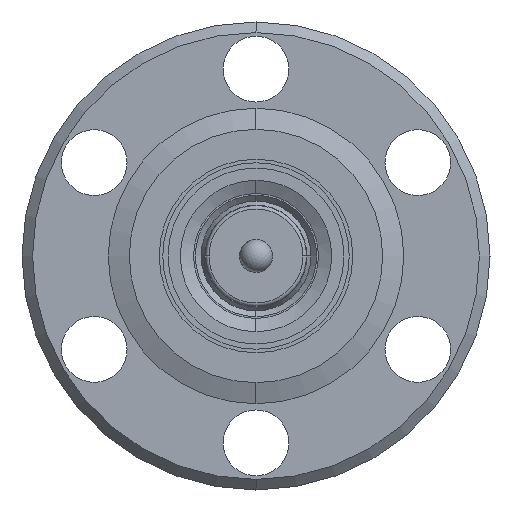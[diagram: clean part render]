
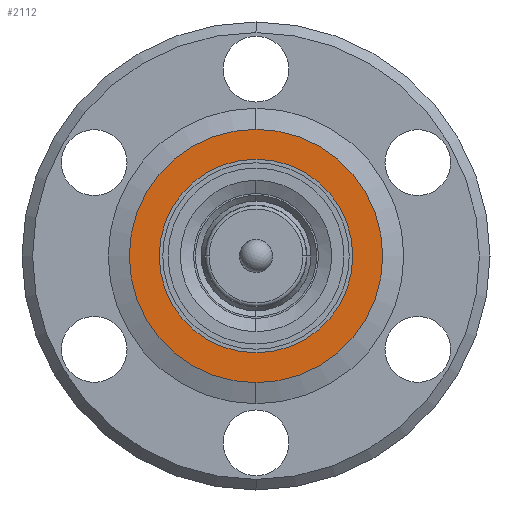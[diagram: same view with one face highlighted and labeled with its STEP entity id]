
A CAD part, front view. The second image highlights one B-rep face of the part: STEP entity #2112.
In plain terms, the highlighted planar face has unit normal (0, -1, 0).
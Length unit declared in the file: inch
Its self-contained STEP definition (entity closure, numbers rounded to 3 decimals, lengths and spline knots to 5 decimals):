
#244 = CARTESIAN_POINT ( 'NONE',  ( -0.72829, -0.239, 0.0285 ) ) ;
#421 = ORIENTED_EDGE ( 'NONE', *, *, #3021, .T. ) ;
#508 = EDGE_CURVE ( 'NONE', #1324, #4614, #4461, .T. ) ;
#778 = CIRCLE ( 'NONE', #1986, 0.36 ) ;
#949 = CARTESIAN_POINT ( 'NONE',  ( -0.72829, -0.239, -0.3315 ) ) ;
#1099 = CARTESIAN_POINT ( 'NONE',  ( -1.08829, -0.239, -0.3315 ) ) ;
#1180 = DIRECTION ( 'NONE',  ( 0., -1., 0. ) ) ;
#1324 = VERTEX_POINT ( 'NONE', #2505 ) ;
#1358 = DIRECTION ( 'NONE',  ( 0., 0., -1. ) ) ;
#1436 = AXIS2_PLACEMENT_3D ( 'NONE', #1099, #2334, #5157 ) ;
#1752 = ORIENTED_EDGE ( 'NONE', *, *, #3251, .T. ) ;
#1805 = EDGE_CURVE ( 'NONE', #4614, #1324, #5097, .T. ) ;
#1812 = AXIS2_PLACEMENT_3D ( 'NONE', #3608, #1180, #4011 ) ;
#1868 = CARTESIAN_POINT ( 'NONE',  ( -0.72829, -0.239, -0.3315 ) ) ;
#1912 = AXIS2_PLACEMENT_3D ( 'NONE', #2106, #4924, #2520 ) ;
#1920 = PLANE ( 'NONE',  #1436 ) ;
#1926 = CIRCLE ( 'NONE', #1812, 0.36 ) ;
#1971 = AXIS2_PLACEMENT_3D ( 'NONE', #1868, #4695, #2283 ) ;
#1986 = AXIS2_PLACEMENT_3D ( 'NONE', #949, #3785, #1358 ) ;
#2106 = CARTESIAN_POINT ( 'NONE',  ( -0.72829, -0.239, -0.3315 ) ) ;
#2112 = ADVANCED_FACE ( 'NONE', ( #4902, #2886 ), #1920, .T. ) ;
#2283 = DIRECTION ( 'NONE',  ( 0., 0., -1. ) ) ;
#2334 = DIRECTION ( 'NONE',  ( 0., -1., 0. ) ) ;
#2505 = CARTESIAN_POINT ( 'NONE',  ( -0.72829, -0.239, -0.0565 ) ) ;
#2520 = DIRECTION ( 'NONE',  ( 0., 0., -1. ) ) ;
#2850 = EDGE_LOOP ( 'NONE', ( #3478, #3649 ) ) ;
#2886 = FACE_BOUND ( 'NONE', #2850, .T. ) ;
#3021 = EDGE_CURVE ( 'NONE', #4299, #4022, #1926, .T. ) ;
#3251 = EDGE_CURVE ( 'NONE', #4022, #4299, #778, .T. ) ;
#3478 = ORIENTED_EDGE ( 'NONE', *, *, #1805, .T. ) ;
#3608 = CARTESIAN_POINT ( 'NONE',  ( -0.72829, -0.239, -0.3315 ) ) ;
#3649 = ORIENTED_EDGE ( 'NONE', *, *, #508, .T. ) ;
#3652 = CARTESIAN_POINT ( 'NONE',  ( -0.72829, -0.239, -0.6915 ) ) ;
#3785 = DIRECTION ( 'NONE',  ( 0., -1., 0. ) ) ;
#4011 = DIRECTION ( 'NONE',  ( 0., 0., -1. ) ) ;
#4022 = VERTEX_POINT ( 'NONE', #3652 ) ;
#4299 = VERTEX_POINT ( 'NONE', #244 ) ;
#4461 = CIRCLE ( 'NONE', #1971, 0.275 ) ;
#4614 = VERTEX_POINT ( 'NONE', #4954 ) ;
#4695 = DIRECTION ( 'NONE',  ( 0., 1., 0. ) ) ;
#4902 = FACE_OUTER_BOUND ( 'NONE', #5002, .T. ) ;
#4924 = DIRECTION ( 'NONE',  ( 0., 1., 0. ) ) ;
#4954 = CARTESIAN_POINT ( 'NONE',  ( -0.72829, -0.239, -0.6065 ) ) ;
#5002 = EDGE_LOOP ( 'NONE', ( #1752, #421 ) ) ;
#5097 = CIRCLE ( 'NONE', #1912, 0.275 ) ;
#5157 = DIRECTION ( 'NONE',  ( 0., 0., -1. ) ) ;
